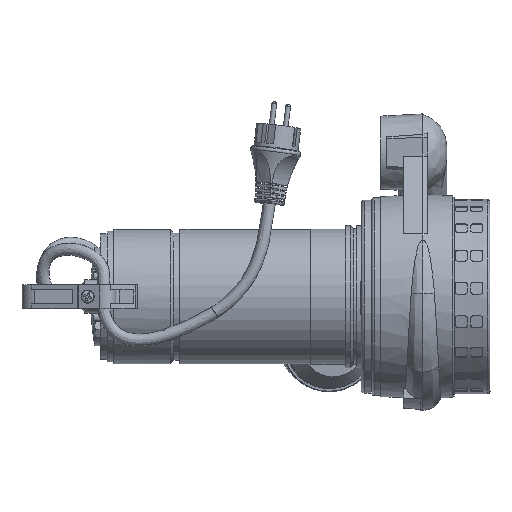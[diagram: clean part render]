
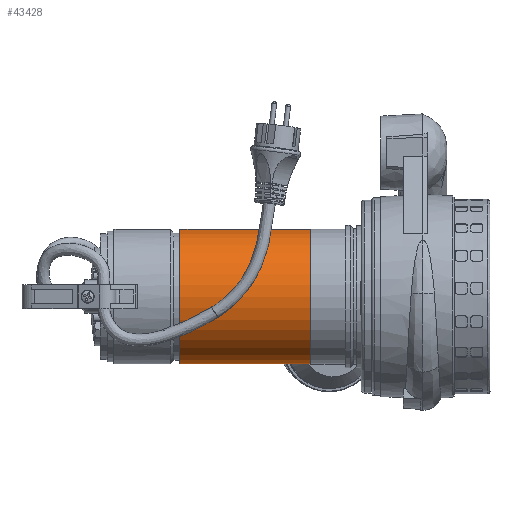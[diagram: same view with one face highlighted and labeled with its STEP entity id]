
A CAD part, left-side view. The second image highlights one B-rep face of the part: STEP entity #43428.
In plain terms, the highlighted cylindrical face has radius 56 mm (diameter 112 mm), a partial arc.
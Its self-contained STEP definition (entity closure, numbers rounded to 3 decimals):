
#3713 = DIRECTION ( 'NONE',  ( 0., 0., -1. ) ) ;
#5004 = EDGE_LOOP ( 'NONE', ( #24470, #62482, #73284, #31023 ) ) ;
#6881 = CARTESIAN_POINT ( 'NONE',  ( 56., 0., 252.501 ) ) ;
#6894 = EDGE_CURVE ( 'NONE', #40380, #46399, #44501, .T. ) ;
#15288 = DIRECTION ( 'NONE',  ( 0., 0., -1. ) ) ;
#15802 = VERTEX_POINT ( 'NONE', #6881 ) ;
#16982 = DIRECTION ( 'NONE',  ( -1., 0., 0. ) ) ;
#18305 = AXIS2_PLACEMENT_3D ( 'NONE', #44887, #3713, #50134 ) ;
#19513 = VERTEX_POINT ( 'NONE', #29381 ) ;
#23725 = DIRECTION ( 'NONE',  ( 0., 0., 1. ) ) ;
#24470 = ORIENTED_EDGE ( 'NONE', *, *, #58653, .F. ) ;
#24535 = VECTOR ( 'NONE', #64573, 1000. ) ;
#24878 = LINE ( 'NONE', #37230, #24535 ) ;
#29381 = CARTESIAN_POINT ( 'NONE',  ( 56., 0., 143.501 ) ) ;
#31023 = ORIENTED_EDGE ( 'NONE', *, *, #72201, .T. ) ;
#34958 = DIRECTION ( 'NONE',  ( -1., 0., 0. ) ) ;
#37230 = CARTESIAN_POINT ( 'NONE',  ( 56., 0., 252.501 ) ) ;
#40380 = VERTEX_POINT ( 'NONE', #53403 ) ;
#43318 = AXIS2_PLACEMENT_3D ( 'NONE', #68299, #69058, #16982 ) ;
#43428 = ADVANCED_FACE ( 'NONE', ( #72608 ), #61000, .T. ) ;
#44501 = LINE ( 'NONE', #66604, #50956 ) ;
#44887 = CARTESIAN_POINT ( 'NONE',  ( 0., 0., 252.501 ) ) ;
#46399 = VERTEX_POINT ( 'NONE', #52971 ) ;
#46712 = AXIS2_PLACEMENT_3D ( 'NONE', #63050, #23725, #34958 ) ;
#50134 = DIRECTION ( 'NONE',  ( -1., 0., 0. ) ) ;
#50956 = VECTOR ( 'NONE', #15288, 1000. ) ;
#52971 = CARTESIAN_POINT ( 'NONE',  ( -56., 0., 143.501 ) ) ;
#53403 = CARTESIAN_POINT ( 'NONE',  ( -56., 0., 252.501 ) ) ;
#54224 = EDGE_CURVE ( 'NONE', #15802, #40380, #66038, .T. ) ;
#58653 = EDGE_CURVE ( 'NONE', #15802, #19513, #24878, .T. ) ;
#61000 = CYLINDRICAL_SURFACE ( 'NONE', #18305, 56. ) ;
#62482 = ORIENTED_EDGE ( 'NONE', *, *, #54224, .T. ) ;
#63050 = CARTESIAN_POINT ( 'NONE',  ( 0., 0., 143.501 ) ) ;
#64573 = DIRECTION ( 'NONE',  ( 0., 0., -1. ) ) ;
#65842 = CIRCLE ( 'NONE', #46712, 56. ) ;
#66038 = CIRCLE ( 'NONE', #43318, 56. ) ;
#66604 = CARTESIAN_POINT ( 'NONE',  ( -56., 0., 252.501 ) ) ;
#68299 = CARTESIAN_POINT ( 'NONE',  ( 0., 0., 252.501 ) ) ;
#69058 = DIRECTION ( 'NONE',  ( 0., 0., -1. ) ) ;
#72201 = EDGE_CURVE ( 'NONE', #46399, #19513, #65842, .T. ) ;
#72608 = FACE_OUTER_BOUND ( 'NONE', #5004, .T. ) ;
#73284 = ORIENTED_EDGE ( 'NONE', *, *, #6894, .T. ) ;
